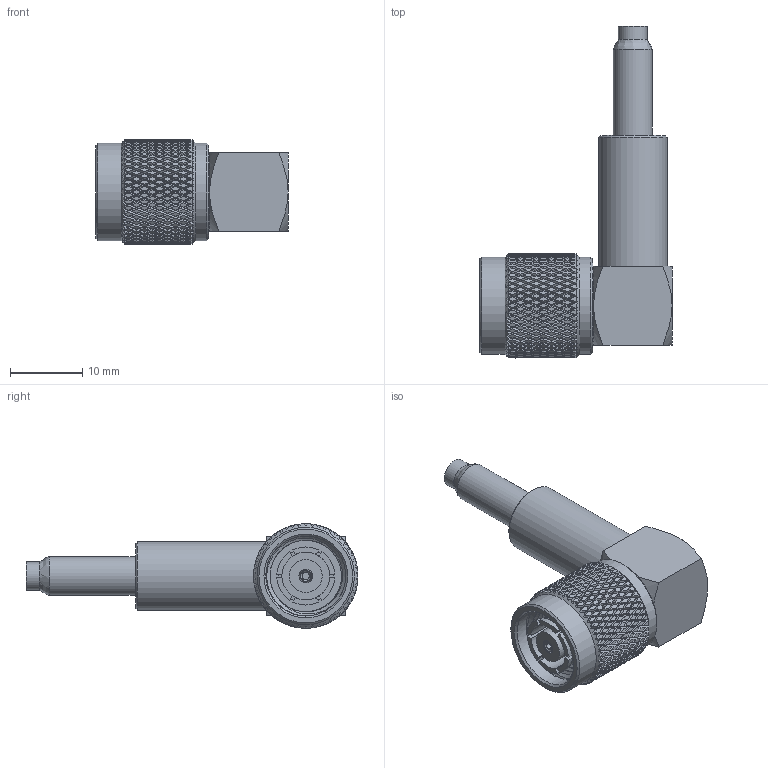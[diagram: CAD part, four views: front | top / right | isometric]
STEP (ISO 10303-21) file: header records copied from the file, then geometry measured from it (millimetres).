
FILE_DESCRIPTION (( 'STEP AP203' ), '1' );
FILE_NAME ('PE4681.step', '2020-03-02T20:08:46', ( '' ), ( '' ), 'SwSTEP 2.0', 'SolidWorks 2018', '' );
FILE_SCHEMA (( 'CONFIG_CONTROL_DESIGN' ));
Products named in the file (1): PE4681
Bounding box: 26.7 x 46.1 x 14.5 mm (x, y, z)
Volume: 4616 mm3; surface area: 3795.5 mm2
Topology: 2 solids, 2 shells, 2621 faces, 5559 edges, 2951 vertices
Faces by surface type: bspline 2005, cylinder 532, plane 54, cone 30
Full cylindrical faces by diameter (mm): 1.016 x1, 1.905 x1, 2.692 x1, 2.972 x1, 3.708 x1, 3.987 x1, 4.42 x1, 4.572 x1, 5.41 x1, 6.655 x1, 7.569 x1, 9.5 x1, 10.16 x1, 11.112 x6, 13.513 x2
Entity records: 100665 total; most frequent: CARTESIAN_POINT 67355, ORIENTED_EDGE 11016, EDGE_CURVE 5508, VERTEX_POINT 2931, EDGE_LOOP 2651, FACE_OUTER_BOUND 2633, ADVANCED_FACE 2615, B_SPLINE_CURVE_WITH_KNOTS 2287
